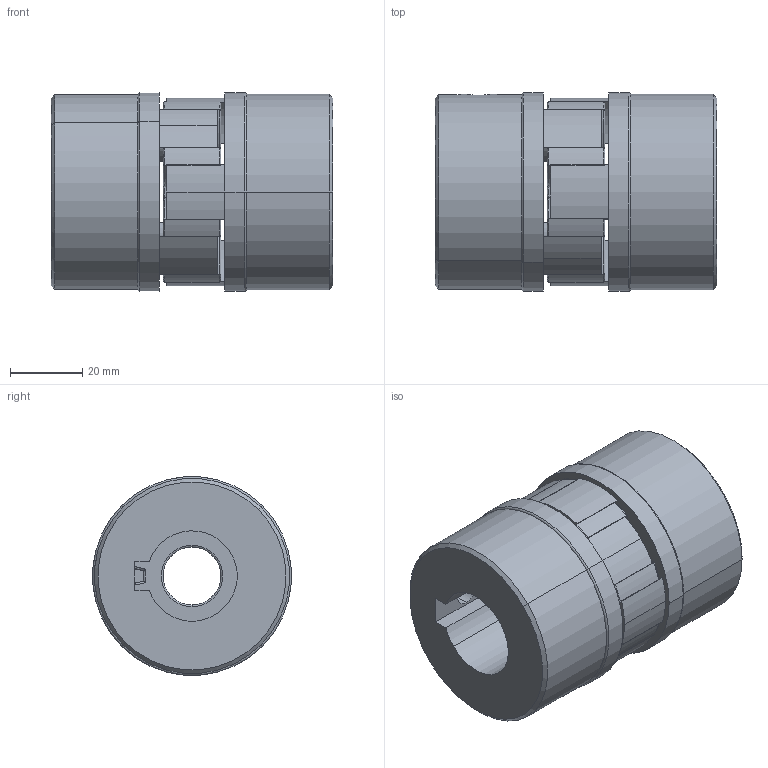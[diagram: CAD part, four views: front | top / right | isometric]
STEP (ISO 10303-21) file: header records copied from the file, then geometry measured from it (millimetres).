
FILE_DESCRIPTION (( 'STEP AP203' ), '1' );
FILE_NAME ('800.040.062.STEP', '2015-05-20T12:06:28', ( '' ), ( '' ), 'SwSTEP 2.0', 'SolidWorks 2012', '' );
FILE_SCHEMA (( 'CONFIG_CONTROL_DESIGN' ));
Length unit declared in the file: millimetre
Products named in the file (1): 800.040.062
Bounding box: 78 x 55 x 55 mm (x, y, z)
Volume: 136494.1 mm3; surface area: 36050.8 mm2
Topology: 3 solids, 3 shells, 193 faces, 451 edges, 272 vertices
Faces by surface type: cylinder 91, torus 78, plane 20, cone 4
Entity records: 6020 total; most frequent: CARTESIAN_POINT 1433, DIRECTION 1041, ORIENTED_EDGE 902, AXIS2_PLACEMENT_3D 464, EDGE_CURVE 451, VERTEX_POINT 272, CIRCLE 270, EDGE_LOOP 211
